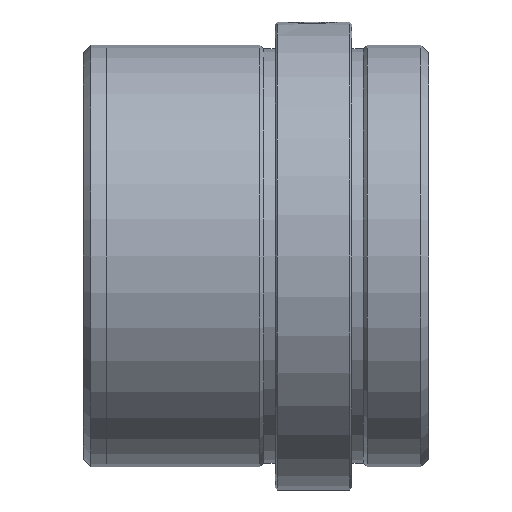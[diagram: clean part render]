
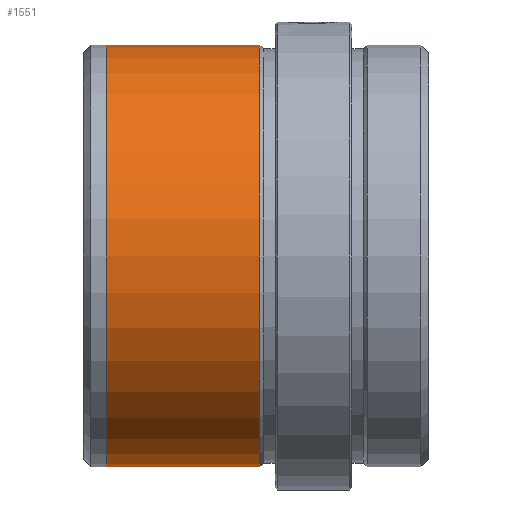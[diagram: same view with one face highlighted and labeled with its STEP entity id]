
A CAD part, left-side view. The second image highlights one B-rep face of the part: STEP entity #1551.
In plain terms, the highlighted cylindrical face has radius 27.5 mm (diameter 55 mm), a partial arc.
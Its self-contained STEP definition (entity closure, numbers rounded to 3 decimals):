
#59 = AXIS2_PLACEMENT_3D ( 'NONE', #2014, #1372, #891 ) ;
#62 = VECTOR ( 'NONE', #426, 1000. ) ;
#65 = CARTESIAN_POINT ( 'NONE',  ( 0., 42., 27.5 ) ) ;
#135 = CIRCLE ( 'NONE', #662, 27.5 ) ;
#332 = ORIENTED_EDGE ( 'NONE', *, *, #752, .T. ) ;
#404 = EDGE_LOOP ( 'NONE', ( #2057, #332, #1053, #1169 ) ) ;
#426 = DIRECTION ( 'NONE',  ( 0., -1., 0. ) ) ;
#458 = CYLINDRICAL_SURFACE ( 'NONE', #59, 27.5 ) ;
#487 = CARTESIAN_POINT ( 'NONE',  ( 0., 0., -27.5 ) ) ;
#555 = CARTESIAN_POINT ( 'NONE',  ( 0., 42., 0. ) ) ;
#662 = AXIS2_PLACEMENT_3D ( 'NONE', #555, #1678, #722 ) ;
#664 = DIRECTION ( 'NONE',  ( 0., -1., 0. ) ) ;
#722 = DIRECTION ( 'NONE',  ( 0., 0., -1. ) ) ;
#752 = EDGE_CURVE ( 'NONE', #1524, #1794, #135, .T. ) ;
#769 = VERTEX_POINT ( 'NONE', #1189 ) ;
#880 = CARTESIAN_POINT ( 'NONE',  ( 0., 22., 0. ) ) ;
#891 = DIRECTION ( 'NONE',  ( 0., 0., -1. ) ) ;
#935 = LINE ( 'NONE', #1397, #62 ) ;
#953 = FACE_OUTER_BOUND ( 'NONE', #404, .T. ) ;
#1006 = CIRCLE ( 'NONE', #1608, 27.5 ) ;
#1048 = DIRECTION ( 'NONE',  ( 0., 0., -1. ) ) ;
#1053 = ORIENTED_EDGE ( 'NONE', *, *, #2073, .T. ) ;
#1140 = VECTOR ( 'NONE', #664, 1000. ) ;
#1169 = ORIENTED_EDGE ( 'NONE', *, *, #1493, .F. ) ;
#1189 = CARTESIAN_POINT ( 'NONE',  ( 0., 22., 27.5 ) ) ;
#1191 = VERTEX_POINT ( 'NONE', #1366 ) ;
#1238 = CARTESIAN_POINT ( 'NONE',  ( 0., 42., -27.5 ) ) ;
#1306 = EDGE_CURVE ( 'NONE', #1524, #769, #935, .T. ) ;
#1366 = CARTESIAN_POINT ( 'NONE',  ( 0., 22., -27.5 ) ) ;
#1372 = DIRECTION ( 'NONE',  ( 0., -1., 0. ) ) ;
#1397 = CARTESIAN_POINT ( 'NONE',  ( 0., 0., 27.5 ) ) ;
#1493 = EDGE_CURVE ( 'NONE', #769, #1191, #1006, .T. ) ;
#1524 = VERTEX_POINT ( 'NONE', #65 ) ;
#1551 = ADVANCED_FACE ( 'NONE', ( #953 ), #458, .T. ) ;
#1608 = AXIS2_PLACEMENT_3D ( 'NONE', #880, #2006, #1048 ) ;
#1678 = DIRECTION ( 'NONE',  ( 0., -1., 0. ) ) ;
#1744 = LINE ( 'NONE', #487, #1140 ) ;
#1794 = VERTEX_POINT ( 'NONE', #1238 ) ;
#2006 = DIRECTION ( 'NONE',  ( 0., -1., 0. ) ) ;
#2014 = CARTESIAN_POINT ( 'NONE',  ( 0., 0., 0. ) ) ;
#2057 = ORIENTED_EDGE ( 'NONE', *, *, #1306, .F. ) ;
#2073 = EDGE_CURVE ( 'NONE', #1794, #1191, #1744, .T. ) ;
